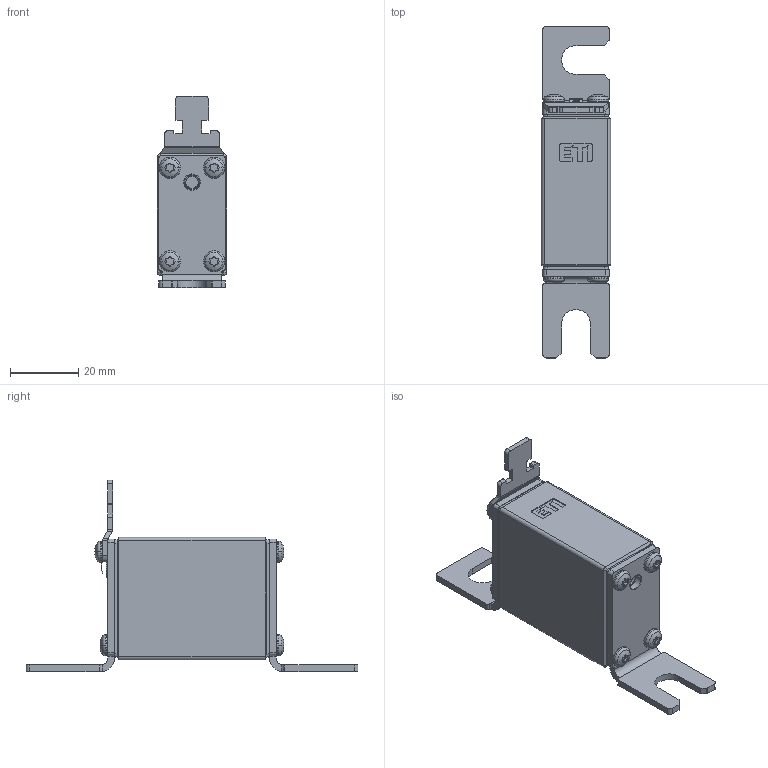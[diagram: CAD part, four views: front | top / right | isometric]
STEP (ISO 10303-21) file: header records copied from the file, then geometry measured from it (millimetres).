
FILE_DESCRIPTION((''),'2;1');
FILE_NAME('004721104_NHS000_80_UQ2_ASM-2_ASM','2025-03-19T13:58:02',('klemen.sitar'),('Audax d.o.o.'),'CREO PARAMETRIC BY PTC INC, 2021304','CREO PARAMETRIC BY PTC INC, 2021304','');
FILE_SCHEMA(('AP242_MANAGED_MODEL_BASED_3D_ENGINEERING_MIM_LF { 1 0 10303 442 1 1 4 }'));
Length unit declared in the file: millimetre
Products named in the file (10): 0000030769_2; 0000029896_1; 0000042728_3; 0000042742_3; 0000011586_1; 0000011580_1; 0000011599_1; 0000031297_1; ROGELJ_4; 004721104_NHS000_80_UQ2_ASM-2_ASM
Assembly tree (17 placements, depth 2):
  004721104_NHS000_80_UQ2_ASM-2_ASM
    0000030769_2
    0000029896_1  x2
    0000042728_3
    0000042742_3
    0000011586_1
    0000011580_1
    0000011599_1
    0000031297_1  x8
    ROGELJ_4
Bounding box: 20.4 x 97.6 x 56.25 mm (x, y, z)
Volume: 37395.5 mm3; surface area: 18540.1 mm2
Topology: 17 solids, 33 shells, 1140 faces, 2962 edges, 1852 vertices
Faces by surface type: cylinder 508, plane 501, torus 48, bspline 35, cone 32, sphere 16
Entity records: 22350 total; most frequent: CARTESIAN_POINT 4162, DIRECTION 2910, ORIENTED_EDGE 2696, EDGE_CURVE 1366, PRESENTATION_STYLE_ASSIGNMENT 1250, STYLED_ITEM 1247, CURVE_STYLE 1164, AXIS2_PLACEMENT_3D 1101
